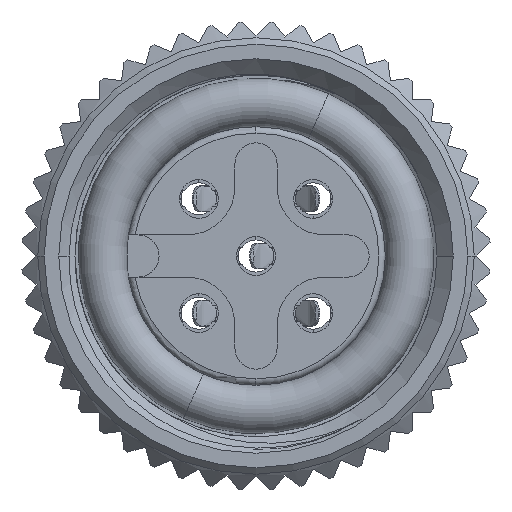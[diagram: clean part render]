
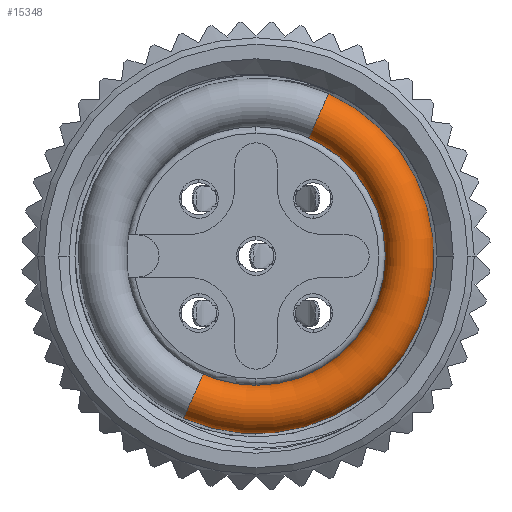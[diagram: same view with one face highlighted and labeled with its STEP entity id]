
A CAD part, left-side view. The second image highlights one B-rep face of the part: STEP entity #15348.
In plain terms, the highlighted toroidal (fillet/blend) face has major radius 4.75 mm and minor radius 0.75 mm.
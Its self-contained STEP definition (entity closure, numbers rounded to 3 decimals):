
#6 = CIRCLE ( 'NONE', #318, 0.75 ) ;
#159 = DIRECTION ( 'NONE',  ( -1., 0., 0. ) ) ;
#318 = AXIS2_PLACEMENT_3D ( 'NONE', #3960, #10374, #1420 ) ;
#736 = VERTEX_POINT ( 'NONE', #16165 ) ;
#791 = CARTESIAN_POINT ( 'NONE',  ( 0., 0., -5.5 ) ) ;
#1022 = DIRECTION ( 'NONE',  ( -1., 0., 0. ) ) ;
#1420 = DIRECTION ( 'NONE',  ( 0., 0., -1. ) ) ;
#1913 = ORIENTED_EDGE ( 'NONE', *, *, #1927, .T. ) ;
#1927 = EDGE_CURVE ( 'NONE', #736, #5967, #6, .T. ) ;
#2388 = EDGE_CURVE ( 'NONE', #15681, #5967, #12182, .T. ) ;
#2628 = CARTESIAN_POINT ( 'NONE',  ( 0., 0., 0. ) ) ;
#2671 = AXIS2_PLACEMENT_3D ( 'NONE', #16771, #1022, #8836 ) ;
#2690 = DIRECTION ( 'NONE',  ( 0., 0., 1. ) ) ;
#3270 = AXIS2_PLACEMENT_3D ( 'NONE', #14445, #9288, #12995 ) ;
#3671 = VERTEX_POINT ( 'NONE', #791 ) ;
#3960 = CARTESIAN_POINT ( 'NONE',  ( 0., 0., 4.75 ) ) ;
#5232 = CIRCLE ( 'NONE', #3270, 5.5 ) ;
#5917 = ORIENTED_EDGE ( 'NONE', *, *, #13417, .T. ) ;
#5967 = VERTEX_POINT ( 'NONE', #10979 ) ;
#7487 = CARTESIAN_POINT ( 'NONE',  ( 0., 0., -4.75 ) ) ;
#8836 = DIRECTION ( 'NONE',  ( 0., 0., 1. ) ) ;
#9244 = TOROIDAL_SURFACE ( 'NONE', #11131, 4.75, 0.75 ) ;
#9288 = DIRECTION ( 'NONE',  ( -1., 0., 0. ) ) ;
#10374 = DIRECTION ( 'NONE',  ( 0., -1., 0. ) ) ;
#10525 = ORIENTED_EDGE ( 'NONE', *, *, #2388, .F. ) ;
#10694 = CIRCLE ( 'NONE', #13291, 0.75 ) ;
#10979 = CARTESIAN_POINT ( 'NONE',  ( 0., 0., 4. ) ) ;
#11131 = AXIS2_PLACEMENT_3D ( 'NONE', #2628, #159, #2690 ) ;
#12182 = CIRCLE ( 'NONE', #2671, 4. ) ;
#12708 = DIRECTION ( 'NONE',  ( 0., 0., 1. ) ) ;
#12995 = DIRECTION ( 'NONE',  ( 0., 0., 1. ) ) ;
#13291 = AXIS2_PLACEMENT_3D ( 'NONE', #7487, #13937, #12708 ) ;
#13417 = EDGE_CURVE ( 'NONE', #3671, #736, #5232, .T. ) ;
#13937 = DIRECTION ( 'NONE',  ( 0., 1., 0. ) ) ;
#14394 = CARTESIAN_POINT ( 'NONE',  ( 0., 0., -4. ) ) ;
#14445 = CARTESIAN_POINT ( 'NONE',  ( 0., 0., 0. ) ) ;
#14490 = EDGE_CURVE ( 'NONE', #3671, #15681, #10694, .T. ) ;
#14742 = FACE_OUTER_BOUND ( 'NONE', #16318, .T. ) ;
#15348 = ADVANCED_FACE ( 'NONE', ( #14742 ), #9244, .T. ) ;
#15681 = VERTEX_POINT ( 'NONE', #14394 ) ;
#15917 = ORIENTED_EDGE ( 'NONE', *, *, #14490, .F. ) ;
#16165 = CARTESIAN_POINT ( 'NONE',  ( 0., 0., 5.5 ) ) ;
#16318 = EDGE_LOOP ( 'NONE', ( #15917, #5917, #1913, #10525 ) ) ;
#16771 = CARTESIAN_POINT ( 'NONE',  ( 0., 0., 0. ) ) ;
